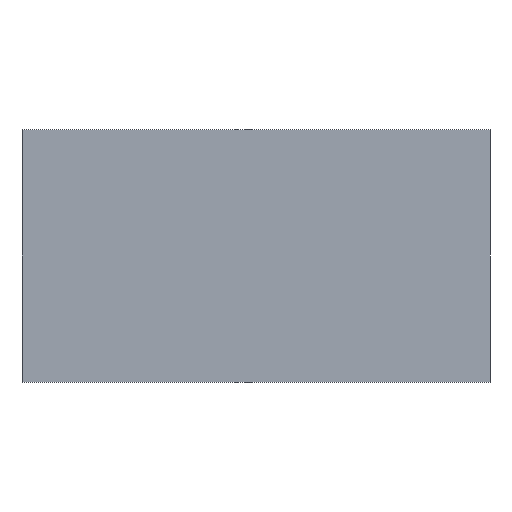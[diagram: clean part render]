
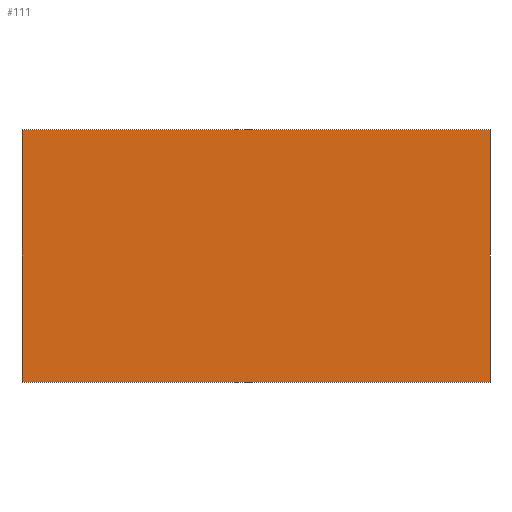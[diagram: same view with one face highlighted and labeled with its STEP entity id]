
A CAD part, front view. The second image highlights one B-rep face of the part: STEP entity #111.
In plain terms, the highlighted planar face has unit normal (0, -1, 0).
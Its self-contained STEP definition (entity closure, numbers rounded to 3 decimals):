
#18=FACE_OUTER_BOUND('',#24,.T.);
#24=EDGE_LOOP('',(#86,#87,#88,#89));
#26=LINE('',#169,#38);
#30=LINE('',#177,#42);
#33=LINE('',#183,#45);
#36=LINE('',#188,#48);
#38=VECTOR('',#143,10.);
#42=VECTOR('',#149,10.);
#45=VECTOR('',#154,10.);
#48=VECTOR('',#159,10.);
#50=VERTEX_POINT('',#167);
#51=VERTEX_POINT('',#168);
#54=VERTEX_POINT('',#176);
#56=VERTEX_POINT('',#182);
#58=EDGE_CURVE('',#50,#51,#26,.T.);
#62=EDGE_CURVE('',#51,#54,#30,.T.);
#65=EDGE_CURVE('',#54,#56,#33,.T.);
#68=EDGE_CURVE('',#56,#50,#36,.T.);
#86=ORIENTED_EDGE('',*,*,#68,.T.);
#87=ORIENTED_EDGE('',*,*,#58,.T.);
#88=ORIENTED_EDGE('',*,*,#62,.T.);
#89=ORIENTED_EDGE('',*,*,#65,.T.);
#98=PLANE('',#137);
#111=ADVANCED_FACE('',(#18),#98,.F.);
#137=AXIS2_PLACEMENT_3D('',#190,#161,#162);
#143=DIRECTION('',(0.,0.,-1.));
#149=DIRECTION('',(1.,0.,0.));
#154=DIRECTION('',(0.,0.,1.));
#159=DIRECTION('',(-1.,0.,0.));
#161=DIRECTION('center_axis',(0.,1.,0.));
#162=DIRECTION('ref_axis',(0.,0.,1.));
#167=CARTESIAN_POINT('',(-25.,0.,13.5));
#168=CARTESIAN_POINT('',(-25.,0.,-13.5));
#169=CARTESIAN_POINT('',(-25.,0.,13.5));
#176=CARTESIAN_POINT('',(25.,0.,-13.5));
#177=CARTESIAN_POINT('',(-25.,0.,-13.5));
#182=CARTESIAN_POINT('',(25.,0.,13.5));
#183=CARTESIAN_POINT('',(25.,0.,-13.5));
#188=CARTESIAN_POINT('',(25.,0.,13.5));
#190=CARTESIAN_POINT('Origin',(0.,0.,0.));
